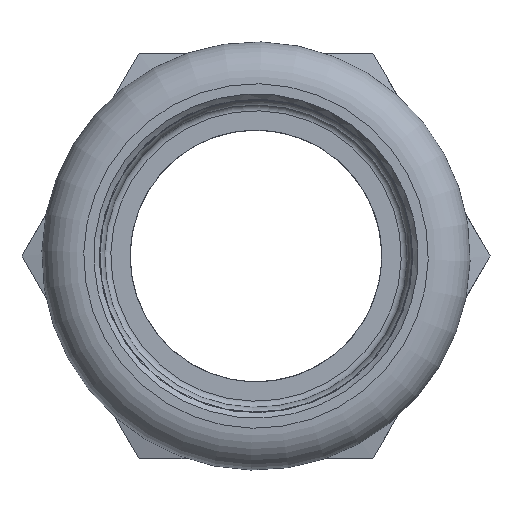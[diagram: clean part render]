
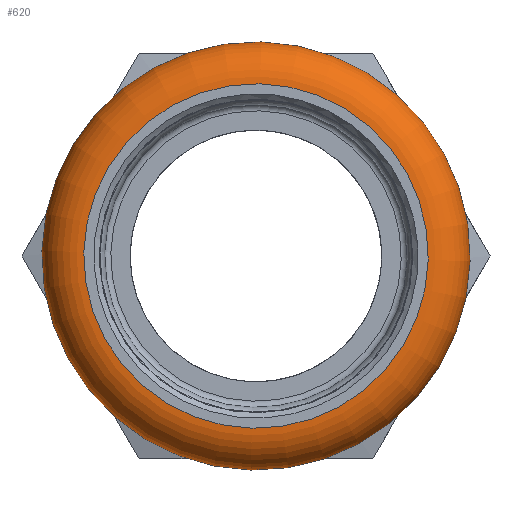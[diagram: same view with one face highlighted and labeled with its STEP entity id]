
A CAD part, left-side view. The second image highlights one B-rep face of the part: STEP entity #620.
In plain terms, the highlighted toroidal (fillet/blend) face has major radius 12.75 mm and minor radius 3.1 mm.
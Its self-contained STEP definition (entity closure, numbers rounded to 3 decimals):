
#16=TOROIDAL_SURFACE('',#705,12.75,3.1);
#142=FACE_OUTER_BOUND('',#185,.T.);
#185=EDGE_LOOP('',(#498,#499,#500,#501));
#222=CIRCLE('',#704,15.125);
#223=CIRCLE('',#706,12.75);
#224=CIRCLE('',#707,3.1);
#278=VERTEX_POINT('',#1121);
#279=VERTEX_POINT('',#1125);
#352=EDGE_CURVE('',#278,#278,#222,.T.);
#354=EDGE_CURVE('',#279,#279,#223,.T.);
#355=EDGE_CURVE('',#279,#278,#224,.T.);
#498=ORIENTED_EDGE('',*,*,#354,.F.);
#499=ORIENTED_EDGE('',*,*,#355,.T.);
#500=ORIENTED_EDGE('',*,*,#352,.T.);
#501=ORIENTED_EDGE('',*,*,#355,.F.);
#620=ADVANCED_FACE('',(#142),#16,.T.);
#704=AXIS2_PLACEMENT_3D('',#1122,#852,#853);
#705=AXIS2_PLACEMENT_3D('',#1124,#855,#856);
#706=AXIS2_PLACEMENT_3D('',#1126,#857,#858);
#707=AXIS2_PLACEMENT_3D('',#1127,#859,#860);
#852=DIRECTION('center_axis',(-1.,0.,0.));
#853=DIRECTION('ref_axis',(0.,1.,0.));
#855=DIRECTION('center_axis',(-1.,0.,0.));
#856=DIRECTION('ref_axis',(0.,0.878,-0.479));
#857=DIRECTION('center_axis',(-1.,0.,0.));
#858=DIRECTION('ref_axis',(0.,1.,0.));
#859=DIRECTION('center_axis',(0.,0.479,0.878));
#860=DIRECTION('ref_axis',(0.,-0.878,0.479));
#1121=CARTESIAN_POINT('',(5.093,-13.273,7.251));
#1122=CARTESIAN_POINT('Origin',(5.093,0.,0.));
#1124=CARTESIAN_POINT('Origin',(3.1,0.,0.));
#1125=CARTESIAN_POINT('',(0.,-11.189,6.113));
#1126=CARTESIAN_POINT('Origin',(0.,0.,0.));
#1127=CARTESIAN_POINT('Origin',(3.1,-11.189,6.113));
